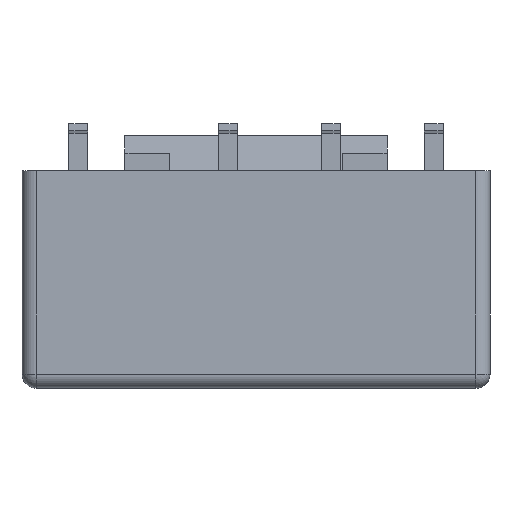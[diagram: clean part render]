
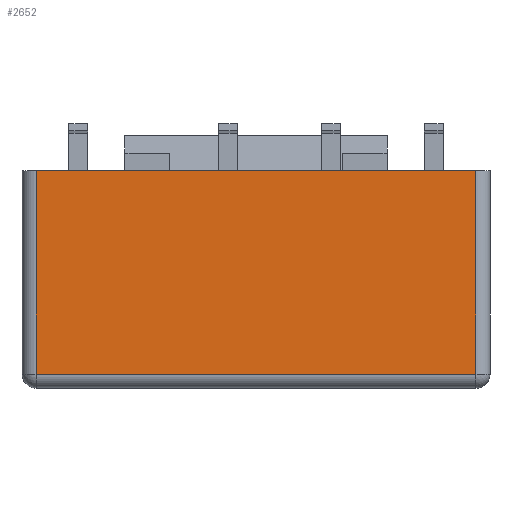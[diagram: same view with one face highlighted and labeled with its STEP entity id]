
A CAD part, front view. The second image highlights one B-rep face of the part: STEP entity #2652.
In plain terms, the highlighted planar face has unit normal (0, -1, 0).
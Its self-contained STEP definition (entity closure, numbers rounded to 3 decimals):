
#23=DIRECTION('',(1.,0.,0.));
#24=VECTOR('',#23,9.4);
#25=CARTESIAN_POINT('',(-4.7,-3.,-1.));
#26=LINE('',#25,#24);
#198=DIRECTION('',(0.,0.,-1.));
#199=VECTOR('',#198,4.35);
#200=CARTESIAN_POINT('',(4.7,-3.,-1.));
#201=LINE('',#200,#199);
#205=DIRECTION('',(-1.,0.,0.));
#206=VECTOR('',#205,9.4);
#207=CARTESIAN_POINT('',(4.7,-3.,-5.35));
#208=LINE('',#207,#206);
#212=DIRECTION('',(0.,0.,-1.));
#213=VECTOR('',#212,4.35);
#214=CARTESIAN_POINT('',(-4.7,-3.,-1.));
#215=LINE('',#214,#213);
#2113=CARTESIAN_POINT('',(4.7,-3.,-1.));
#2115=VERTEX_POINT('',#2113);
#2119=CARTESIAN_POINT('',(4.7,-3.,-5.35));
#2120=VERTEX_POINT('',#2119);
#2122=CARTESIAN_POINT('',(-4.7,-3.,-1.));
#2124=VERTEX_POINT('',#2122);
#2125=CARTESIAN_POINT('',(-4.7,-3.,-5.35));
#2126=VERTEX_POINT('',#2125);
#2640=CARTESIAN_POINT('',(-5.,-3.,-1.));
#2641=DIRECTION('',(0.,-1.,0.));
#2642=DIRECTION('',(1.,0.,0.));
#2643=AXIS2_PLACEMENT_3D('',#2640,#2641,#2642);
#2644=PLANE('',#2643);
#2645=ORIENTED_EDGE('',*,*,#2551,.T.);
#2647=ORIENTED_EDGE('',*,*,#2646,.T.);
#2648=ORIENTED_EDGE('',*,*,#2632,.F.);
#2649=ORIENTED_EDGE('',*,*,#2506,.T.);
#2650=EDGE_LOOP('',(#2645,#2647,#2648,#2649));
#2651=FACE_OUTER_BOUND('',#2650,.F.);
#2506=EDGE_CURVE('',#2124,#2115,#26,.T.);
#2551=EDGE_CURVE('',#2115,#2120,#201,.T.);
#2632=EDGE_CURVE('',#2124,#2126,#215,.T.);
#2646=EDGE_CURVE('',#2120,#2126,#208,.T.);
#2652=ADVANCED_FACE('',(#2651),#2644,.T.);
